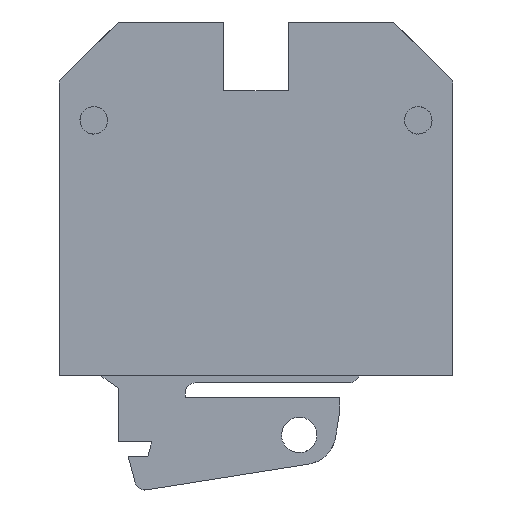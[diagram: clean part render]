
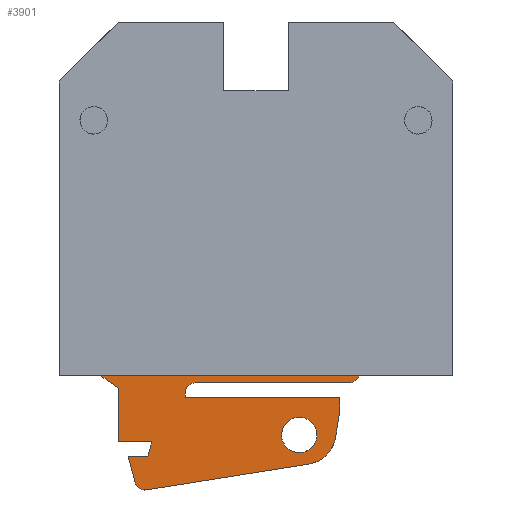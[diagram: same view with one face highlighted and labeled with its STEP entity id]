
A CAD part, left-side view. The second image highlights one B-rep face of the part: STEP entity #3901.
In plain terms, the highlighted planar face has unit normal (-1, 0, 0).
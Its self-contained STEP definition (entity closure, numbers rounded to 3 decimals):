
#1809=AXIS2_PLACEMENT_3D('Circle Axis2P3D',#1807,#1808,$) ;
#2769=AXIS2_PLACEMENT_3D('Circle Axis2P3D',#2767,#2768,$) ;
#3764=AXIS2_PLACEMENT_3D('Plane Axis2P3D',#3761,#3762,#3763) ;
#3796=AXIS2_PLACEMENT_3D('Circle Axis2P3D',#3794,#3795,$) ;
#3803=AXIS2_PLACEMENT_3D('Circle Axis2P3D',#3801,#3802,$) ;
#3817=AXIS2_PLACEMENT_3D('Circle Axis2P3D',#3815,#3816,$) ;
#1740=CARTESIAN_POINT('Vertex',(0.1,35.772,11.596)) ;
#1761=CARTESIAN_POINT('Vertex',(0.1,34.,10.355)) ;
#1764=CARTESIAN_POINT('Line Origine',(0.1,34.886,10.976)) ;
#1804=CARTESIAN_POINT('Vertex',(0.1,9.546,11.596)) ;
#1807=CARTESIAN_POINT('Axis2P3D Location',(0.1,10.5,11.896)) ;
#1811=CARTESIAN_POINT('Vertex',(0.1,10.5,10.896)) ;
#2746=CARTESIAN_POINT('Vertex',(0.1,26.2,10.896)) ;
#2749=CARTESIAN_POINT('Line Origine',(0.1,18.35,10.896)) ;
#2767=CARTESIAN_POINT('Axis2P3D Location',(0.1,26.2,9.896)) ;
#2771=CARTESIAN_POINT('Vertex',(0.1,27.2,9.896)) ;
#2792=CARTESIAN_POINT('Line Origine',(0.1,27.2,9.646)) ;
#2796=CARTESIAN_POINT('Vertex',(0.1,27.2,9.396)) ;
#2817=CARTESIAN_POINT('Line Origine',(0.1,19.35,9.396)) ;
#2821=CARTESIAN_POINT('Vertex',(0.1,11.5,9.396)) ;
#2863=CARTESIAN_POINT('Line Origine',(0.1,11.5,8.646)) ;
#2867=CARTESIAN_POINT('Vertex',(0.1,11.5,7.896)) ;
#3139=CARTESIAN_POINT('Vertex',(0.1,34.,4.896)) ;
#3142=CARTESIAN_POINT('Line Origine',(0.1,34.,7.626)) ;
#3209=CARTESIAN_POINT('Line Origine',(0.1,22.659,11.596)) ;
#3761=CARTESIAN_POINT('Axis2P3D Location',(0.1,0.,0.012)) ;
#3766=CARTESIAN_POINT('Line Origine',(0.1,32.299,4.896)) ;
#3770=CARTESIAN_POINT('Vertex',(0.1,30.598,4.896)) ;
#3773=CARTESIAN_POINT('Line Origine',(0.1,30.799,4.146)) ;
#3777=CARTESIAN_POINT('Vertex',(0.1,31.,3.396)) ;
#3780=CARTESIAN_POINT('Line Origine',(0.1,32.,3.396)) ;
#3784=CARTESIAN_POINT('Vertex',(0.1,33.,3.396)) ;
#3787=CARTESIAN_POINT('Line Origine',(0.1,32.644,2.069)) ;
#3791=CARTESIAN_POINT('Vertex',(0.1,32.289,0.741)) ;
#3794=CARTESIAN_POINT('Axis2P3D Location',(0.1,31.323,1.)) ;
#3798=CARTESIAN_POINT('Vertex',(0.1,31.323,0.)) ;
#3801=CARTESIAN_POINT('Axis2P3D Location',(0.1,31.323,1.)) ;
#3805=CARTESIAN_POINT('Vertex',(0.1,31.166,0.012)) ;
#3808=CARTESIAN_POINT('Line Origine',(0.1,22.905,1.321)) ;
#3812=CARTESIAN_POINT('Vertex',(0.1,14.643,2.629)) ;
#3815=CARTESIAN_POINT('Axis2P3D Location',(0.1,15.159,5.889)) ;
#3819=CARTESIAN_POINT('Vertex',(0.1,11.9,5.373)) ;
#3822=CARTESIAN_POINT('Line Origine',(0.1,11.7,6.634)) ;
#3848=CARTESIAN_POINT('Control Point',(0.1,15.6,3.796)) ;
#3849=CARTESIAN_POINT('Control Point',(0.1,15.403,3.796)) ;
#3850=CARTESIAN_POINT('Control Point',(0.1,15.206,3.823)) ;
#3851=CARTESIAN_POINT('Control Point',(0.1,15.013,3.877)) ;
#3852=CARTESIAN_POINT('Control Point',(0.1,14.649,4.036)) ;
#3853=CARTESIAN_POINT('Control Point',(0.1,14.34,4.288)) ;
#3854=CARTESIAN_POINT('Control Point',(0.1,14.204,4.434)) ;
#3855=CARTESIAN_POINT('Control Point',(0.1,13.976,4.76)) ;
#3856=CARTESIAN_POINT('Control Point',(0.1,13.843,5.135)) ;
#3857=CARTESIAN_POINT('Control Point',(0.1,13.803,5.331)) ;
#3858=CARTESIAN_POINT('Control Point',(0.1,13.778,5.728)) ;
#3859=CARTESIAN_POINT('Control Point',(0.1,13.86,6.118)) ;
#3860=CARTESIAN_POINT('Control Point',(0.1,13.928,6.306)) ;
#3861=CARTESIAN_POINT('Control Point',(0.1,14.113,6.658)) ;
#3862=CARTESIAN_POINT('Control Point',(0.1,14.386,6.947)) ;
#3863=CARTESIAN_POINT('Control Point',(0.1,14.542,7.073)) ;
#3864=CARTESIAN_POINT('Control Point',(0.1,14.838,7.25)) ;
#3865=CARTESIAN_POINT('Control Point',(0.1,15.167,7.352)) ;
#3866=CARTESIAN_POINT('Control Point',(0.1,15.31,7.382)) ;
#3867=CARTESIAN_POINT('Control Point',(0.1,15.455,7.396)) ;
#3868=CARTESIAN_POINT('Control Point',(0.1,15.6,7.396)) ;
#3869=CARTESIAN_POINT('Vertex',(0.1,15.6,3.796)) ;
#3871=CARTESIAN_POINT('Vertex',(0.1,15.6,7.396)) ;
#3875=CARTESIAN_POINT('Control Point',(0.1,15.6,7.396)) ;
#3876=CARTESIAN_POINT('Control Point',(0.1,15.797,7.396)) ;
#3877=CARTESIAN_POINT('Control Point',(0.1,15.994,7.369)) ;
#3878=CARTESIAN_POINT('Control Point',(0.1,16.187,7.315)) ;
#3879=CARTESIAN_POINT('Control Point',(0.1,16.551,7.156)) ;
#3880=CARTESIAN_POINT('Control Point',(0.1,16.86,6.904)) ;
#3881=CARTESIAN_POINT('Control Point',(0.1,16.996,6.758)) ;
#3882=CARTESIAN_POINT('Control Point',(0.1,17.224,6.432)) ;
#3883=CARTESIAN_POINT('Control Point',(0.1,17.357,6.057)) ;
#3884=CARTESIAN_POINT('Control Point',(0.1,17.397,5.861)) ;
#3885=CARTESIAN_POINT('Control Point',(0.1,17.422,5.464)) ;
#3886=CARTESIAN_POINT('Control Point',(0.1,17.34,5.075)) ;
#3887=CARTESIAN_POINT('Control Point',(0.1,17.272,4.887)) ;
#3888=CARTESIAN_POINT('Control Point',(0.1,17.087,4.534)) ;
#3889=CARTESIAN_POINT('Control Point',(0.1,16.814,4.245)) ;
#3890=CARTESIAN_POINT('Control Point',(0.1,16.658,4.12)) ;
#3891=CARTESIAN_POINT('Control Point',(0.1,16.362,3.943)) ;
#3892=CARTESIAN_POINT('Control Point',(0.1,16.033,3.84)) ;
#3893=CARTESIAN_POINT('Control Point',(0.1,15.89,3.811)) ;
#3894=CARTESIAN_POINT('Control Point',(0.1,15.745,3.796)) ;
#3895=CARTESIAN_POINT('Control Point',(0.1,15.6,3.796)) ;
#1765=DIRECTION('Vector Direction',(0.,0.819,0.574)) ;
#1808=DIRECTION('Axis2P3D Direction',(1.,0.,-0.)) ;
#2750=DIRECTION('Vector Direction',(0.,1.,0.)) ;
#2768=DIRECTION('Axis2P3D Direction',(1.,0.,0.)) ;
#2793=DIRECTION('Vector Direction',(0.,0.,1.)) ;
#2818=DIRECTION('Vector Direction',(0.,-1.,0.)) ;
#2864=DIRECTION('Vector Direction',(0.,0.,1.)) ;
#3143=DIRECTION('Vector Direction',(0.,0.,1.)) ;
#3210=DIRECTION('Vector Direction',(0.,-1.,0.)) ;
#3762=DIRECTION('Axis2P3D Direction',(1.,-0.,0.)) ;
#3763=DIRECTION('Axis2P3D XDirection',(0.,0.,-1.)) ;
#3767=DIRECTION('Vector Direction',(0.,1.,0.)) ;
#3774=DIRECTION('Vector Direction',(0.,-0.259,0.966)) ;
#3781=DIRECTION('Vector Direction',(0.,-1.,0.)) ;
#3788=DIRECTION('Vector Direction',(0.,0.259,0.966)) ;
#3795=DIRECTION('Axis2P3D Direction',(1.,-0.,0.)) ;
#3802=DIRECTION('Axis2P3D Direction',(1.,-0.,0.)) ;
#3809=DIRECTION('Vector Direction',(0.,0.988,-0.156)) ;
#3816=DIRECTION('Axis2P3D Direction',(1.,-0.,0.)) ;
#3823=DIRECTION('Vector Direction',(0.,0.156,-0.988)) ;
#1766=VECTOR('Line Direction',#1765,1.) ;
#2751=VECTOR('Line Direction',#2750,1.) ;
#2794=VECTOR('Line Direction',#2793,1.) ;
#2819=VECTOR('Line Direction',#2818,1.) ;
#2865=VECTOR('Line Direction',#2864,1.) ;
#3144=VECTOR('Line Direction',#3143,1.) ;
#3211=VECTOR('Line Direction',#3210,1.) ;
#3768=VECTOR('Line Direction',#3767,1.) ;
#3775=VECTOR('Line Direction',#3774,1.) ;
#3782=VECTOR('Line Direction',#3781,1.) ;
#3789=VECTOR('Line Direction',#3788,1.) ;
#3810=VECTOR('Line Direction',#3809,1.) ;
#3824=VECTOR('Line Direction',#3823,1.) ;
#3828=ORIENTED_EDGE('',*,*,#1768,.F.) ;
#3829=ORIENTED_EDGE('',*,*,#3146,.F.) ;
#3830=ORIENTED_EDGE('',*,*,#3772,.F.) ;
#3831=ORIENTED_EDGE('',*,*,#3779,.F.) ;
#3832=ORIENTED_EDGE('',*,*,#3786,.F.) ;
#3833=ORIENTED_EDGE('',*,*,#3793,.F.) ;
#3834=ORIENTED_EDGE('',*,*,#3800,.F.) ;
#3835=ORIENTED_EDGE('',*,*,#3807,.F.) ;
#3836=ORIENTED_EDGE('',*,*,#3814,.F.) ;
#3837=ORIENTED_EDGE('',*,*,#3821,.F.) ;
#3838=ORIENTED_EDGE('',*,*,#3826,.F.) ;
#3839=ORIENTED_EDGE('',*,*,#2869,.T.) ;
#3840=ORIENTED_EDGE('',*,*,#2823,.F.) ;
#3841=ORIENTED_EDGE('',*,*,#2798,.T.) ;
#3842=ORIENTED_EDGE('',*,*,#2773,.T.) ;
#3843=ORIENTED_EDGE('',*,*,#2753,.F.) ;
#3844=ORIENTED_EDGE('',*,*,#1813,.F.) ;
#3845=ORIENTED_EDGE('',*,*,#3213,.F.) ;
#3898=ORIENTED_EDGE('',*,*,#3873,.F.) ;
#3899=ORIENTED_EDGE('',*,*,#3896,.F.) ;
#3900=FACE_BOUND('',#3897,.T.) ;
#3901=ADVANCED_FACE('Koerper.2',(#3846,#3900),#3765,.F.) ;
#3847=B_SPLINE_CURVE_WITH_KNOTS('',5,(#3848,#3849,#3850,#3851,#3852,#3853,#3854,#3855,#3856,#3857,#3858,#3859,#3860,#3861,#3862,#3863,#3864,#3865,#3866,#3867,#3868),.UNSPECIFIED.,.F.,.U.,(6,3,3,3,3,3,6),(0.,1.398,2.797,4.195,5.593,6.992,8.021),.UNSPECIFIED.) ;
#3874=B_SPLINE_CURVE_WITH_KNOTS('',5,(#3875,#3876,#3877,#3878,#3879,#3880,#3881,#3882,#3883,#3884,#3885,#3886,#3887,#3888,#3889,#3890,#3891,#3892,#3893,#3894,#3895),.UNSPECIFIED.,.F.,.U.,(6,3,3,3,3,3,6),(0.,1.398,2.797,4.195,5.593,6.992,8.021),.UNSPECIFIED.) ;
#1810=CIRCLE('generated circle',#1809,1.) ;
#2770=CIRCLE('generated circle',#2769,1.) ;
#3797=CIRCLE('generated circle',#3796,1.) ;
#3804=CIRCLE('generated circle',#3803,1.) ;
#3818=CIRCLE('generated circle',#3817,3.3) ;
#1768=EDGE_CURVE('',#1762,#1741,#1767,.T.) ;
#1813=EDGE_CURVE('',#1805,#1812,#1810,.T.) ;
#2753=EDGE_CURVE('',#1812,#2747,#2752,.T.) ;
#2773=EDGE_CURVE('',#2772,#2747,#2770,.T.) ;
#2798=EDGE_CURVE('',#2797,#2772,#2795,.T.) ;
#2823=EDGE_CURVE('',#2797,#2822,#2820,.T.) ;
#2869=EDGE_CURVE('',#2868,#2822,#2866,.T.) ;
#3146=EDGE_CURVE('',#3140,#1762,#3145,.T.) ;
#3213=EDGE_CURVE('',#1741,#1805,#3212,.T.) ;
#3772=EDGE_CURVE('',#3771,#3140,#3769,.T.) ;
#3779=EDGE_CURVE('',#3778,#3771,#3776,.T.) ;
#3786=EDGE_CURVE('',#3785,#3778,#3783,.T.) ;
#3793=EDGE_CURVE('',#3792,#3785,#3790,.T.) ;
#3800=EDGE_CURVE('',#3799,#3792,#3797,.T.) ;
#3807=EDGE_CURVE('',#3806,#3799,#3804,.T.) ;
#3814=EDGE_CURVE('',#3813,#3806,#3811,.T.) ;
#3821=EDGE_CURVE('',#3820,#3813,#3818,.T.) ;
#3826=EDGE_CURVE('',#2868,#3820,#3825,.T.) ;
#3873=EDGE_CURVE('',#3870,#3872,#3847,.T.) ;
#3896=EDGE_CURVE('',#3872,#3870,#3874,.T.) ;
#3827=EDGE_LOOP('',(#3828,#3829,#3830,#3831,#3832,#3833,#3834,#3835,#3836,#3837,#3838,#3839,#3840,#3841,#3842,#3843,#3844,#3845)) ;
#3897=EDGE_LOOP('',(#3898,#3899)) ;
#3846=FACE_OUTER_BOUND('',#3827,.T.) ;
#1767=LINE('Line',#1764,#1766) ;
#2752=LINE('Line',#2749,#2751) ;
#2795=LINE('Line',#2792,#2794) ;
#2820=LINE('Line',#2817,#2819) ;
#2866=LINE('Line',#2863,#2865) ;
#3145=LINE('Line',#3142,#3144) ;
#3212=LINE('Line',#3209,#3211) ;
#3769=LINE('Line',#3766,#3768) ;
#3776=LINE('Line',#3773,#3775) ;
#3783=LINE('Line',#3780,#3782) ;
#3790=LINE('Line',#3787,#3789) ;
#3811=LINE('Line',#3808,#3810) ;
#3825=LINE('Line',#3822,#3824) ;
#3765=PLANE('',#3764) ;
#1741=VERTEX_POINT('',#1740) ;
#1762=VERTEX_POINT('',#1761) ;
#1805=VERTEX_POINT('',#1804) ;
#1812=VERTEX_POINT('',#1811) ;
#2747=VERTEX_POINT('',#2746) ;
#2772=VERTEX_POINT('',#2771) ;
#2797=VERTEX_POINT('',#2796) ;
#2822=VERTEX_POINT('',#2821) ;
#2868=VERTEX_POINT('',#2867) ;
#3140=VERTEX_POINT('',#3139) ;
#3771=VERTEX_POINT('',#3770) ;
#3778=VERTEX_POINT('',#3777) ;
#3785=VERTEX_POINT('',#3784) ;
#3792=VERTEX_POINT('',#3791) ;
#3799=VERTEX_POINT('',#3798) ;
#3806=VERTEX_POINT('',#3805) ;
#3813=VERTEX_POINT('',#3812) ;
#3820=VERTEX_POINT('',#3819) ;
#3870=VERTEX_POINT('',#3869) ;
#3872=VERTEX_POINT('',#3871) ;
